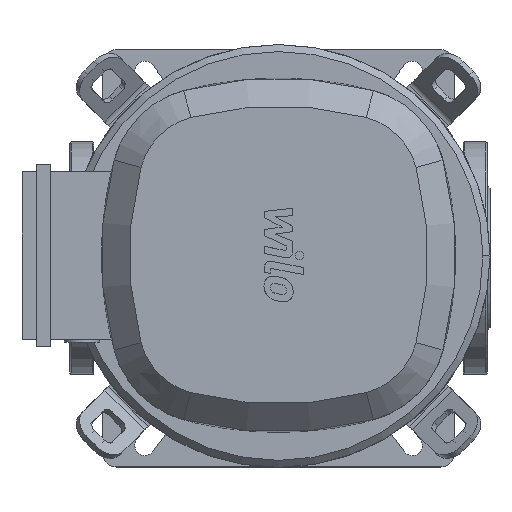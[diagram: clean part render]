
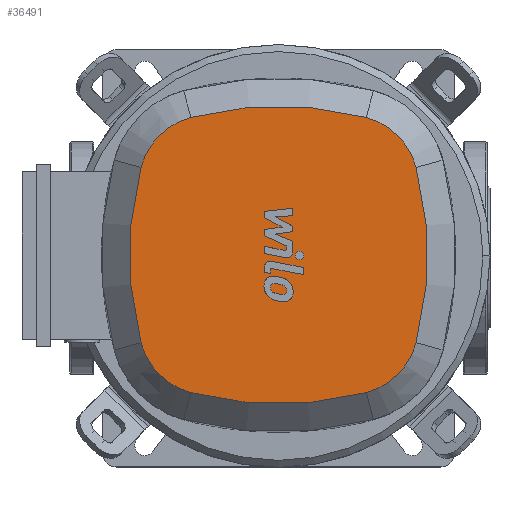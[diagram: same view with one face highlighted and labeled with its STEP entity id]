
A CAD part, top view. The second image highlights one B-rep face of the part: STEP entity #36491.
In plain terms, the highlighted planar face has unit normal (0, 0, 1).
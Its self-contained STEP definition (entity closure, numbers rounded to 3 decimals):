
#36126=CARTESIAN_POINT('',(-97.576,-62.222,1363.0));
#36127=VERTEX_POINT('',#36126);
#36145=CARTESIAN_POINT('',(-62.222,-97.576,1363.0));
#36146=VERTEX_POINT('',#36145);
#36153=CARTESIAN_POINT('',(-49.321,-49.321,1363.0));
#36154=DIRECTION('',(0.0,0.0,-1.0));
#36155=DIRECTION('',(0.0,-1.0,0.0));
#36156=AXIS2_PLACEMENT_3D('',#36153,#36154,#36155);
#36157=CIRCLE('',#36156,49.95);
#36158=EDGE_CURVE('',#36146,#36127,#36157,.T.);
#36168=CARTESIAN_POINT('',(-97.576,62.222,1363.0));
#36169=VERTEX_POINT('',#36168);
#36186=CARTESIAN_POINT('',(135.155,0.,1363.0));
#36187=DIRECTION('',(0.0,0.0,-1.0));
#36188=DIRECTION('',(-0.966,0.258,0.0));
#36189=AXIS2_PLACEMENT_3D('',#36186,#36187,#36188);
#36190=CIRCLE('',#36189,240.905);
#36191=EDGE_CURVE('',#36127,#36169,#36190,.T.);
#36203=CARTESIAN_POINT('',(62.222,-97.576,1363.0));
#36204=VERTEX_POINT('',#36203);
#36211=CARTESIAN_POINT('',(0.,135.155,1363.0));
#36212=DIRECTION('',(0.0,0.0,-1.0));
#36213=DIRECTION('',(-0.258,-0.966,0.0));
#36214=AXIS2_PLACEMENT_3D('',#36211,#36212,#36213);
#36215=CIRCLE('',#36214,240.905);
#36216=EDGE_CURVE('',#36204,#36146,#36215,.T.);
#36234=CARTESIAN_POINT('',(-62.222,97.576,1363.0));
#36235=VERTEX_POINT('',#36234);
#36252=CARTESIAN_POINT('',(-49.321,49.321,1363.0));
#36253=DIRECTION('',(0.0,0.0,-1.0));
#36254=DIRECTION('',(-1.0,0.0,0.0));
#36255=AXIS2_PLACEMENT_3D('',#36252,#36253,#36254);
#36256=CIRCLE('',#36255,49.95);
#36257=EDGE_CURVE('',#36169,#36235,#36256,.T.);
#36269=CARTESIAN_POINT('',(97.576,-62.222,1363.0));
#36270=VERTEX_POINT('',#36269);
#36277=CARTESIAN_POINT('',(49.321,-49.321,1363.0));
#36278=DIRECTION('',(0.0,0.0,-1.0));
#36279=DIRECTION('',(1.0,0.0,0.0));
#36280=AXIS2_PLACEMENT_3D('',#36277,#36278,#36279);
#36281=CIRCLE('',#36280,49.95);
#36282=EDGE_CURVE('',#36270,#36204,#36281,.T.);
#36300=CARTESIAN_POINT('',(62.222,97.576,1363.0));
#36301=VERTEX_POINT('',#36300);
#36318=CARTESIAN_POINT('',(0.,-135.155,1363.0));
#36319=DIRECTION('',(0.0,0.0,-1.0));
#36320=DIRECTION('',(0.258,0.966,0.0));
#36321=AXIS2_PLACEMENT_3D('',#36318,#36319,#36320);
#36322=CIRCLE('',#36321,240.905);
#36323=EDGE_CURVE('',#36235,#36301,#36322,.T.);
#36335=CARTESIAN_POINT('',(97.576,62.222,1363.0));
#36336=VERTEX_POINT('',#36335);
#36343=CARTESIAN_POINT('',(-135.155,0.,1363.0));
#36344=DIRECTION('',(0.0,0.0,-1.0));
#36345=DIRECTION('',(0.966,-0.258,0.0));
#36346=AXIS2_PLACEMENT_3D('',#36343,#36344,#36345);
#36347=CIRCLE('',#36346,240.905);
#36348=EDGE_CURVE('',#36336,#36270,#36347,.T.);
#36367=CARTESIAN_POINT('',(49.321,49.321,1363.0));
#36368=DIRECTION('',(0.0,0.0,-1.0));
#36369=DIRECTION('',(0.0,1.0,0.0));
#36370=AXIS2_PLACEMENT_3D('',#36367,#36368,#36369);
#36371=CIRCLE('',#36370,49.95);
#36372=EDGE_CURVE('',#36301,#36336,#36371,.T.);
#36476=CARTESIAN_POINT('',(108.463,0.,1363.0));
#36477=DIRECTION('',(0.0,0.0,1.0));
#36478=DIRECTION('',(-1.0,0.0,0.0));
#36479=AXIS2_PLACEMENT_3D('',#36476,#36477,#36478);
#36480=PLANE('',#36479);
#36481=ORIENTED_EDGE('',*,*,#36158,.F.);
#36482=ORIENTED_EDGE('',*,*,#36216,.F.);
#36483=ORIENTED_EDGE('',*,*,#36282,.F.);
#36484=ORIENTED_EDGE('',*,*,#36348,.F.);
#36485=ORIENTED_EDGE('',*,*,#36372,.F.);
#36486=ORIENTED_EDGE('',*,*,#36323,.F.);
#36487=ORIENTED_EDGE('',*,*,#36257,.F.);
#36488=ORIENTED_EDGE('',*,*,#36191,.F.);
#36489=EDGE_LOOP('',(#36481,#36482,#36483,#36484,#36485,#36486,#36487,#36488));
#36490=FACE_OUTER_BOUND('',#36489,.T.);
#36491=ADVANCED_FACE('',(#36490),#36480,.T.);
